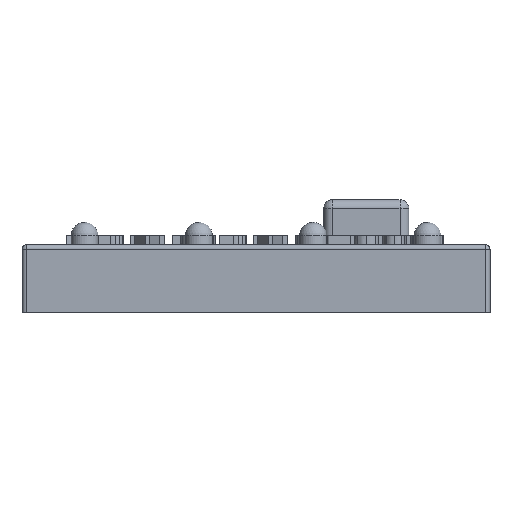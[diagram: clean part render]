
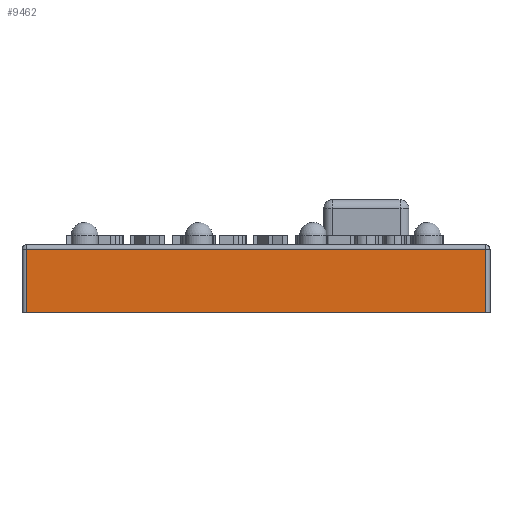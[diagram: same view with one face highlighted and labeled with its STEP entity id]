
A CAD part, front view. The second image highlights one B-rep face of the part: STEP entity #9462.
In plain terms, the highlighted planar face has unit normal (0, -1, 0).
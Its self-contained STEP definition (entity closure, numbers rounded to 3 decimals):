
#1550=FACE_OUTER_BOUND('',#2112,.T.);
#2112=EDGE_LOOP('',(#8725,#8726,#8727,#8728));
#2848=LINE('',#18541,#3621);
#2850=LINE('',#18548,#3623);
#2853=LINE('',#18555,#3626);
#2859=LINE('',#18569,#3632);
#3621=VECTOR('',#10932,10.);
#3623=VECTOR('',#10940,10.);
#3626=VECTOR('',#10947,10.);
#3632=VECTOR('',#10965,10.);
#4536=VERTEX_POINT('',#18517);
#4541=VERTEX_POINT('',#18535);
#4544=VERTEX_POINT('',#18546);
#4545=VERTEX_POINT('',#18551);
#5894=EDGE_CURVE('',#4541,#4536,#2848,.T.);
#5897=EDGE_CURVE('',#4544,#4541,#2850,.T.);
#5901=EDGE_CURVE('',#4536,#4545,#2853,.T.);
#5908=EDGE_CURVE('',#4545,#4544,#2859,.T.);
#8725=ORIENTED_EDGE('',*,*,#5897,.F.);
#8726=ORIENTED_EDGE('',*,*,#5908,.F.);
#8727=ORIENTED_EDGE('',*,*,#5901,.F.);
#8728=ORIENTED_EDGE('',*,*,#5894,.F.);
#8954=PLANE('',#9764);
#9462=ADVANCED_FACE('',(#1550),#8954,.T.);
#9764=AXIS2_PLACEMENT_3D('',#18685,#11102,#11103);
#10932=DIRECTION('',(1.,0.,0.));
#10940=DIRECTION('',(0.,0.,1.));
#10947=DIRECTION('',(0.,0.,-1.));
#10965=DIRECTION('',(-1.,0.,0.));
#11102=DIRECTION('center_axis',(0.,-1.,0.));
#11103=DIRECTION('ref_axis',(-1.,0.,0.));
#18517=CARTESIAN_POINT('',(-0.1,0.,-0.1));
#18535=CARTESIAN_POINT('',(-10.3,0.,-0.1));
#18541=CARTESIAN_POINT('',(-2.6,0.,-0.1));
#18546=CARTESIAN_POINT('',(-10.3,0.,-1.5));
#18548=CARTESIAN_POINT('',(-10.3,0.,0.));
#18551=CARTESIAN_POINT('',(-0.1,0.,-1.5));
#18555=CARTESIAN_POINT('',(-0.1,0.,0.));
#18569=CARTESIAN_POINT('',(0.,0.,-1.5));
#18685=CARTESIAN_POINT('Origin',(0.,0.,0.));
